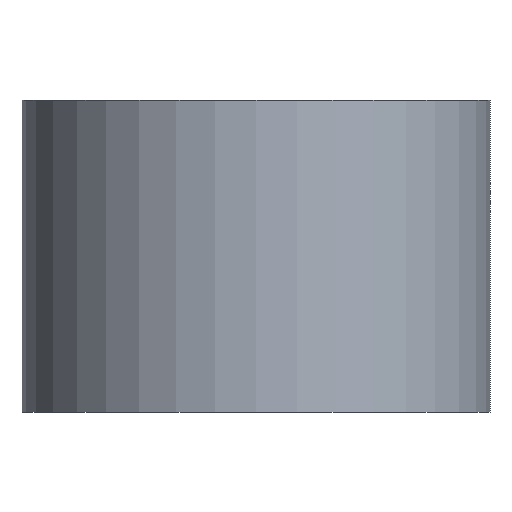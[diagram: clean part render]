
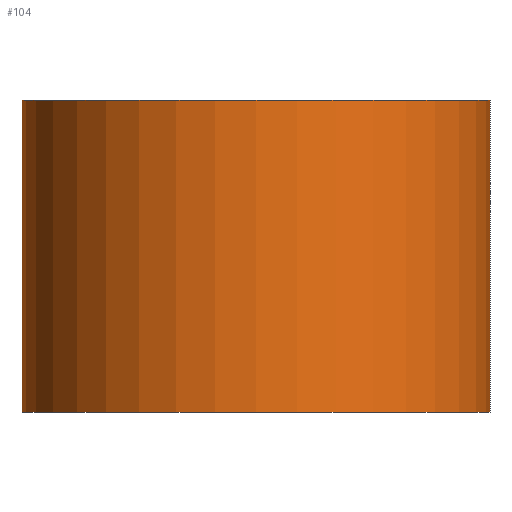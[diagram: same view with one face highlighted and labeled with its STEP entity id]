
A CAD part, front view. The second image highlights one B-rep face of the part: STEP entity #104.
In plain terms, the highlighted cylindrical face has radius 22.5 mm (diameter 45 mm), a full revolution.
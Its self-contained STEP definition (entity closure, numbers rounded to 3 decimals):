
#28=FACE_OUTER_BOUND('',#38,.T.);
#38=EDGE_LOOP('',(#90,#91,#92,#93));
#43=LINE('',#201,#47);
#47=VECTOR('',#172,22.5);
#53=CIRCLE('',#136,22.5);
#54=CIRCLE('',#139,22.5);
#60=VERTEX_POINT('',#196);
#61=VERTEX_POINT('',#200);
#70=EDGE_CURVE('',#60,#60,#53,.T.);
#71=EDGE_CURVE('',#60,#61,#43,.T.);
#72=EDGE_CURVE('',#61,#61,#54,.T.);
#90=ORIENTED_EDGE('',*,*,#70,.F.);
#91=ORIENTED_EDGE('',*,*,#71,.T.);
#92=ORIENTED_EDGE('',*,*,#72,.F.);
#93=ORIENTED_EDGE('',*,*,#71,.F.);
#97=CYLINDRICAL_SURFACE('',#138,22.5);
#104=ADVANCED_FACE('',(#28),#97,.T.);
#136=AXIS2_PLACEMENT_3D('',#197,#166,#167);
#138=AXIS2_PLACEMENT_3D('',#199,#170,#171);
#139=AXIS2_PLACEMENT_3D('',#202,#173,#174);
#166=DIRECTION('center_axis',(0.,0.,1.));
#167=DIRECTION('ref_axis',(-1.,0.,0.));
#170=DIRECTION('center_axis',(0.,0.,1.));
#171=DIRECTION('ref_axis',(-1.,0.,0.));
#172=DIRECTION('',(0.,0.,-1.));
#173=DIRECTION('center_axis',(0.,0.,-1.));
#174=DIRECTION('ref_axis',(-1.,0.,0.));
#196=CARTESIAN_POINT('',(22.5,0.,30.));
#197=CARTESIAN_POINT('Origin',(0.,0.,30.));
#199=CARTESIAN_POINT('Origin',(0.,0.,0.));
#200=CARTESIAN_POINT('',(22.5,0.,0.));
#201=CARTESIAN_POINT('',(22.5,0.,0.));
#202=CARTESIAN_POINT('Origin',(0.,0.,0.));
